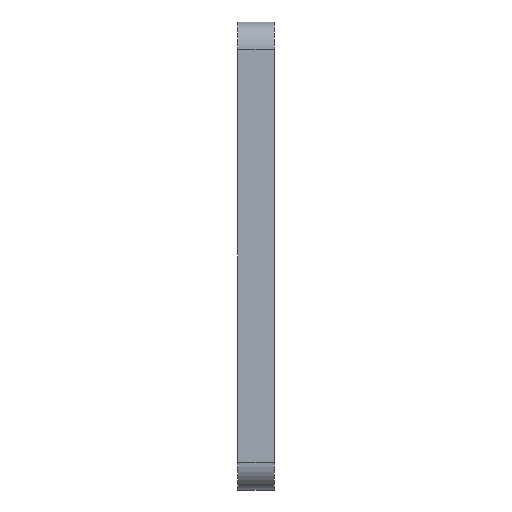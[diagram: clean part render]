
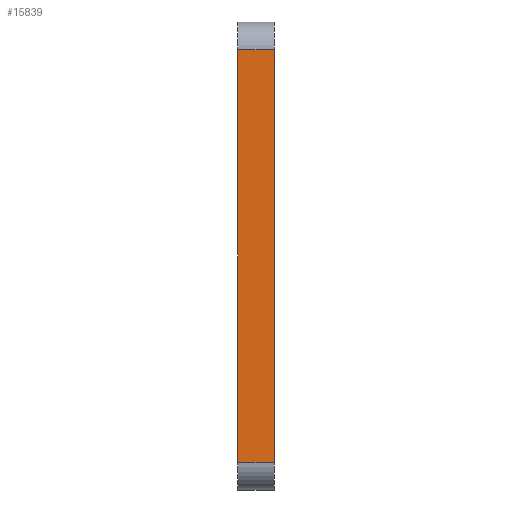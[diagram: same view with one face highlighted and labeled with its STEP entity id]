
A CAD part, left-side view. The second image highlights one B-rep face of the part: STEP entity #15839.
In plain terms, the highlighted planar face has unit normal (-1, 0, 0).
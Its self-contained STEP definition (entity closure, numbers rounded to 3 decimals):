
#186 = DIRECTION ( 'NONE',  ( 0., -1., 0. ) ) ;
#767 = ORIENTED_EDGE ( 'NONE', *, *, #9114, .F. ) ;
#819 = VECTOR ( 'NONE', #7564, 1000. ) ;
#1165 = CARTESIAN_POINT ( 'NONE',  ( -25.5, 4., 22.5 ) ) ;
#1355 = CARTESIAN_POINT ( 'NONE',  ( -25.5, 4., -22.5 ) ) ;
#1874 = CARTESIAN_POINT ( 'NONE',  ( -25.5, 0., -25.5 ) ) ;
#2447 = LINE ( 'NONE', #1355, #8007 ) ;
#2626 = CARTESIAN_POINT ( 'NONE',  ( -25.5, 4., -25.5 ) ) ;
#2722 = CARTESIAN_POINT ( 'NONE',  ( -25.5, 4., -25.5 ) ) ;
#2982 = VERTEX_POINT ( 'NONE', #6489 ) ;
#3534 = EDGE_CURVE ( 'NONE', #2982, #6649, #4044, .T. ) ;
#4044 = LINE ( 'NONE', #1165, #819 ) ;
#5301 = ORIENTED_EDGE ( 'NONE', *, *, #3534, .T. ) ;
#5969 = CARTESIAN_POINT ( 'NONE',  ( -25.5, 0., -22.5 ) ) ;
#6116 = VECTOR ( 'NONE', #11878, 1000. ) ;
#6489 = CARTESIAN_POINT ( 'NONE',  ( -25.5, 0., 22.5 ) ) ;
#6649 = VERTEX_POINT ( 'NONE', #11938 ) ;
#7564 = DIRECTION ( 'NONE',  ( 0., 1., 0. ) ) ;
#7994 = EDGE_LOOP ( 'NONE', ( #8528, #5301, #767, #15549 ) ) ;
#8007 = VECTOR ( 'NONE', #186, 1000. ) ;
#8376 = VERTEX_POINT ( 'NONE', #10864 ) ;
#8493 = EDGE_CURVE ( 'NONE', #12958, #2982, #11866, .T. ) ;
#8528 = ORIENTED_EDGE ( 'NONE', *, *, #8493, .T. ) ;
#8835 = DIRECTION ( 'NONE',  ( 0., 0., 1. ) ) ;
#9114 = EDGE_CURVE ( 'NONE', #8376, #6649, #11654, .T. ) ;
#9966 = AXIS2_PLACEMENT_3D ( 'NONE', #2722, #13743, #10157 ) ;
#10157 = DIRECTION ( 'NONE',  ( 0., 0., -1. ) ) ;
#10838 = FACE_OUTER_BOUND ( 'NONE', #7994, .T. ) ;
#10864 = CARTESIAN_POINT ( 'NONE',  ( -25.5, 4., -22.5 ) ) ;
#11654 = LINE ( 'NONE', #2626, #11852 ) ;
#11852 = VECTOR ( 'NONE', #8835, 1000. ) ;
#11866 = LINE ( 'NONE', #1874, #6116 ) ;
#11878 = DIRECTION ( 'NONE',  ( 0., 0., 1. ) ) ;
#11938 = CARTESIAN_POINT ( 'NONE',  ( -25.5, 4., 22.5 ) ) ;
#12958 = VERTEX_POINT ( 'NONE', #5969 ) ;
#13573 = EDGE_CURVE ( 'NONE', #8376, #12958, #2447, .T. ) ;
#13689 = PLANE ( 'NONE',  #9966 ) ;
#13743 = DIRECTION ( 'NONE',  ( 1., 0., 0. ) ) ;
#15549 = ORIENTED_EDGE ( 'NONE', *, *, #13573, .T. ) ;
#15839 = ADVANCED_FACE ( 'NONE', ( #10838 ), #13689, .F. ) ;
